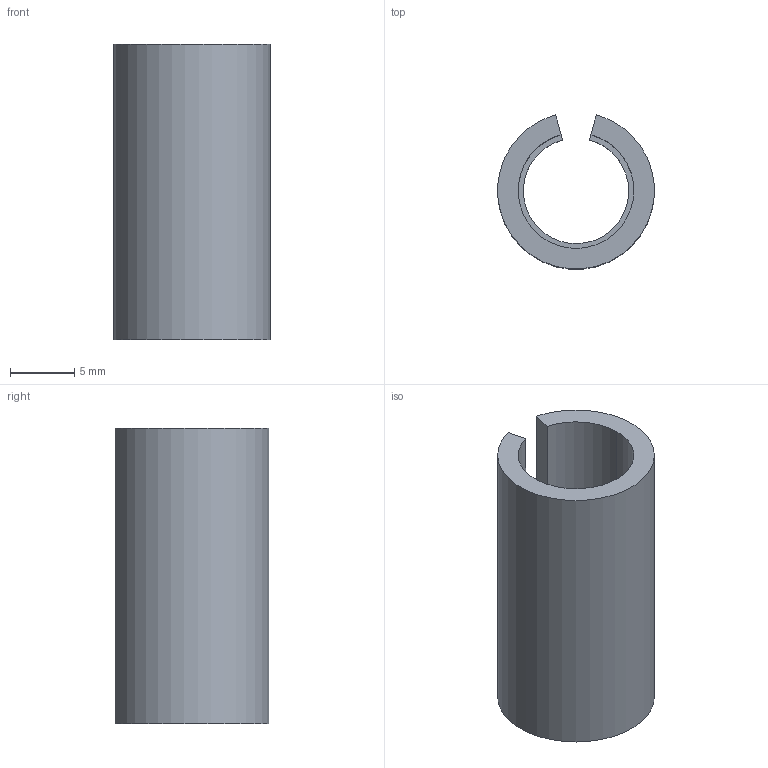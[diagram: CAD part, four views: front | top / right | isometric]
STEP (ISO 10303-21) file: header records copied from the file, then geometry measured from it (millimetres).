
FILE_DESCRIPTION(/* description */ (''),/* implementation_level */ '2;1');
FILE_NAME(/* name */ 'Laserkopf-Halter_8mm',/* time_stamp */ '2025-07-14T20:41:37+02:00',/* author */ (''),/* organization */ (''),/* preprocessor_version */ 'ST-DEVELOPER v19.2',/* originating_system */ 'Rhino 8.22',/* authorisation */ '');
FILE_SCHEMA (('CONFIG_CONTROL_DESIGN'));
Length unit declared in the file: millimetre
Products named in the file (1): Document
Bounding box: 12.15 x 11.97 x 23 mm (x, y, z)
Volume: 1172.9 mm3; surface area: 1587.8 mm2
Topology: 1 solids, 1 shells, 10 faces, 24 edges, 16 vertices
Faces by surface type: cylinder 5, plane 5
Entity records: 382 total; most frequent: CARTESIAN_POINT 86, ORIENTED_EDGE 48, DIRECTION 34, EDGE_CURVE 24, AXIS2_PLACEMENT_3D 22, VERTEX_POINT 16, ADVANCED_FACE 10, FACE_OUTER_BOUND 10
